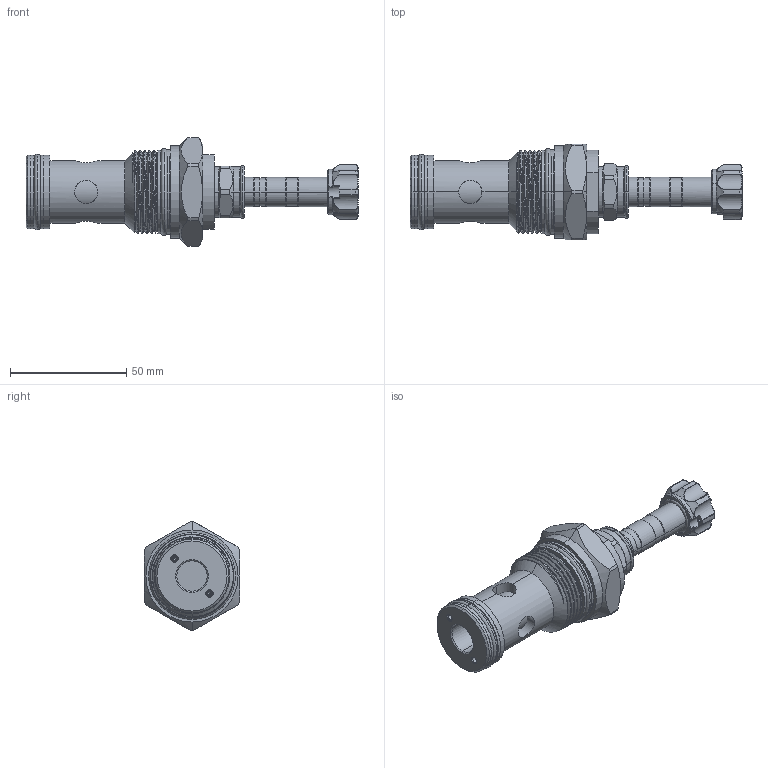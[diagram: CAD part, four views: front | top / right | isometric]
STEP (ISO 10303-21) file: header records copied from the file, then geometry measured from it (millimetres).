
FILE_DESCRIPTION (( 'STEP AP203' ), '1' );
FILE_NAME ('EP16A2A02N95.STEP', '2020-04-16T01:02:33', ( '' ), ( '' ), 'SwSTEP 2.0', 'SolidWorks 2018', '' );
FILE_SCHEMA (( 'CONFIG_CONTROL_DESIGN' ));
Length unit declared in the file: millimetre
Products named in the file (1): EP16A2A02N95
Bounding box: 142.65 x 41.2 x 46.8 mm (x, y, z)
Volume: 78587 mm3; surface area: 21937.8 mm2
Topology: 6 solids, 6 shells, 330 faces, 792 edges, 479 vertices
Faces by surface type: cylinder 150, torus 51, cone 51, plane 41, bspline 37
Entity records: 13889 total; most frequent: CARTESIAN_POINT 6465, ORIENTED_EDGE 1564, DIRECTION 1534, EDGE_CURVE 782, AXIS2_PLACEMENT_3D 657, VERTEX_POINT 479, CIRCLE 363, EDGE_LOOP 357
